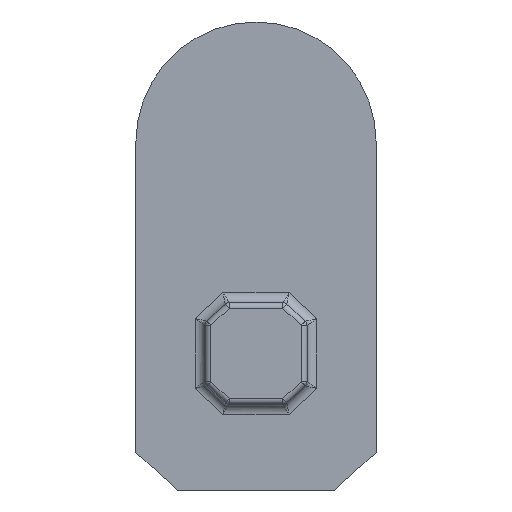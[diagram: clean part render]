
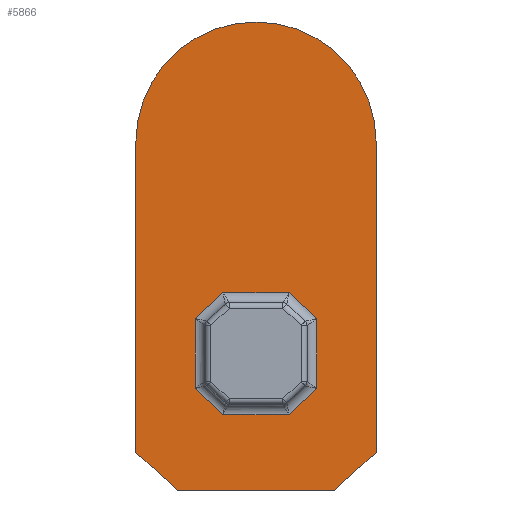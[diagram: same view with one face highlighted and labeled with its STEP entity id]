
A CAD part, front view. The second image highlights one B-rep face of the part: STEP entity #5866.
In plain terms, the highlighted planar face has unit normal (0, -1, 0).
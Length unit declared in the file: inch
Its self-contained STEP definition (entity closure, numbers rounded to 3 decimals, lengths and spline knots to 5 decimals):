
#46 = EDGE_CURVE ( 'NONE', #5342, #3722, #2223, .T. ) ;
#165 = CARTESIAN_POINT ( 'NONE',  ( 0.24674, 0., -1.85058 ) ) ;
#252 = CARTESIAN_POINT ( 'NONE',  ( 0.824, 0., 0. ) ) ;
#302 = DIRECTION ( 'NONE',  ( -1., 0., 0. ) ) ;
#306 = AXIS2_PLACEMENT_3D ( 'NONE', #3795, #355, #4343 ) ;
#351 = CARTESIAN_POINT ( 'NONE',  ( -0.824, 0., -2.129 ) ) ;
#355 = DIRECTION ( 'NONE',  ( 0., 1., 0. ) ) ;
#358 = DIRECTION ( 'NONE',  ( -0.74, 0., 0.672 ) ) ;
#567 = DIRECTION ( 'NONE',  ( 1., 0., 0. ) ) ;
#580 = CARTESIAN_POINT ( 'NONE',  ( -0.824, 0., 0. ) ) ;
#681 = CARTESIAN_POINT ( 'NONE',  ( -0.824, 0., -2.129 ) ) ;
#703 = CARTESIAN_POINT ( 'NONE',  ( 0.54, 0., -2.387 ) ) ;
#715 = DIRECTION ( 'NONE',  ( 0., 0., 1. ) ) ;
#719 = DIRECTION ( 'NONE',  ( 0., 1., 0. ) ) ;
#804 = LINE ( 'NONE', #4065, #6554 ) ;
#818 = DIRECTION ( 'NONE',  ( 0.731, 0., 0.682 ) ) ;
#851 = DIRECTION ( 'NONE',  ( 0.731, 0., -0.682 ) ) ;
#924 = CARTESIAN_POINT ( 'NONE',  ( 0.824, 0., 0. ) ) ;
#1046 = VECTOR ( 'NONE', #851, 39.37008 ) ;
#1047 = ORIENTED_EDGE ( 'NONE', *, *, #1218, .F. ) ;
#1061 = FACE_OUTER_BOUND ( 'NONE', #6127, .T. ) ;
#1069 = CARTESIAN_POINT ( 'NONE',  ( 0.2, 0., -1.032 ) ) ;
#1117 = EDGE_CURVE ( 'NONE', #6276, #3923, #3052, .T. ) ;
#1218 = EDGE_CURVE ( 'NONE', #3293, #6276, #1936, .T. ) ;
#1228 = VERTEX_POINT ( 'NONE', #252 ) ;
#1335 = VECTOR ( 'NONE', #715, 39.37008 ) ;
#1400 = VERTEX_POINT ( 'NONE', #6716 ) ;
#1457 = EDGE_CURVE ( 'NONE', #2429, #7020, #2385, .T. ) ;
#1533 = VERTEX_POINT ( 'NONE', #4012 ) ;
#1629 = LINE ( 'NONE', #6393, #6060 ) ;
#1742 = EDGE_CURVE ( 'NONE', #3467, #3552, #1780, .T. ) ;
#1780 = LINE ( 'NONE', #1069, #6032 ) ;
#1812 = DIRECTION ( 'NONE',  ( -0.74, 0., -0.672 ) ) ;
#1936 = LINE ( 'NONE', #351, #3646 ) ;
#1982 = EDGE_CURVE ( 'NONE', #5004, #5342, #4086, .T. ) ;
#2154 = VECTOR ( 'NONE', #2407, 39.37008 ) ;
#2223 = LINE ( 'NONE', #2707, #2154 ) ;
#2375 = EDGE_CURVE ( 'NONE', #1400, #5004, #3033, .T. ) ;
#2385 = LINE ( 'NONE', #5031, #4443 ) ;
#2407 = DIRECTION ( 'NONE',  ( 0., 0., 1. ) ) ;
#2429 = VERTEX_POINT ( 'NONE', #4843 ) ;
#2481 = CARTESIAN_POINT ( 'NONE',  ( -0.227, 0., -1.869 ) ) ;
#2552 = VERTEX_POINT ( 'NONE', #703 ) ;
#2707 = CARTESIAN_POINT ( 'NONE',  ( -0.4185, 0., -1.2405 ) ) ;
#2945 = LINE ( 'NONE', #5350, #1046 ) ;
#2961 = ORIENTED_EDGE ( 'NONE', *, *, #1742, .T. ) ;
#3003 = EDGE_CURVE ( 'NONE', #3552, #2429, #2945, .T. ) ;
#3008 = ORIENTED_EDGE ( 'NONE', *, *, #1457, .T. ) ;
#3033 = LINE ( 'NONE', #6435, #5943 ) ;
#3046 = ORIENTED_EDGE ( 'NONE', *, *, #2375, .T. ) ;
#3052 = LINE ( 'NONE', #580, #1335 ) ;
#3121 = VECTOR ( 'NONE', #302, 39.37008 ) ;
#3225 = VECTOR ( 'NONE', #3245, 39.37008 ) ;
#3245 = DIRECTION ( 'NONE',  ( 0., 0., -1. ) ) ;
#3293 = VERTEX_POINT ( 'NONE', #4381 ) ;
#3437 = CARTESIAN_POINT ( 'NONE',  ( -0.4185, 0., -1.69027 ) ) ;
#3467 = VERTEX_POINT ( 'NONE', #4000 ) ;
#3484 = AXIS2_PLACEMENT_3D ( 'NONE', #4135, #719, #4680 ) ;
#3552 = VERTEX_POINT ( 'NONE', #4566 ) ;
#3645 = ORIENTED_EDGE ( 'NONE', *, *, #6688, .F. ) ;
#3646 = VECTOR ( 'NONE', #358, 39.37008 ) ;
#3663 = ORIENTED_EDGE ( 'NONE', *, *, #1982, .T. ) ;
#3664 = EDGE_CURVE ( 'NONE', #3722, #3467, #1629, .T. ) ;
#3722 = VERTEX_POINT ( 'NONE', #6439 ) ;
#3795 = CARTESIAN_POINT ( 'NONE',  ( 0., 0., 0. ) ) ;
#3923 = VERTEX_POINT ( 'NONE', #6090 ) ;
#3924 = ORIENTED_EDGE ( 'NONE', *, *, #4984, .T. ) ;
#4000 = CARTESIAN_POINT ( 'NONE',  ( -0.227, 0., -1.032 ) ) ;
#4012 = CARTESIAN_POINT ( 'NONE',  ( 0.824, 0., -2.129 ) ) ;
#4065 = CARTESIAN_POINT ( 'NONE',  ( 0.54, 0., -2.387 ) ) ;
#4086 = LINE ( 'NONE', #7104, #6943 ) ;
#4135 = CARTESIAN_POINT ( 'NONE',  ( 0., 0., 0. ) ) ;
#4159 = EDGE_CURVE ( 'NONE', #3923, #1228, #4704, .T. ) ;
#4242 = ORIENTED_EDGE ( 'NONE', *, *, #1117, .F. ) ;
#4278 = DIRECTION ( 'NONE',  ( -1., 0., 0. ) ) ;
#4343 = DIRECTION ( 'NONE',  ( 0., 0., 1. ) ) ;
#4381 = CARTESIAN_POINT ( 'NONE',  ( -0.54, 0., -2.387 ) ) ;
#4443 = VECTOR ( 'NONE', #5003, 39.37008 ) ;
#4535 = EDGE_CURVE ( 'NONE', #1228, #1533, #6110, .T. ) ;
#4566 = CARTESIAN_POINT ( 'NONE',  ( 0.227, 0., -1.032 ) ) ;
#4596 = LINE ( 'NONE', #6980, #3121 ) ;
#4680 = DIRECTION ( 'NONE',  ( 0., 0., 1. ) ) ;
#4686 = ORIENTED_EDGE ( 'NONE', *, *, #4159, .F. ) ;
#4704 = CIRCLE ( 'NONE', #3484, 0.824 ) ;
#4843 = CARTESIAN_POINT ( 'NONE',  ( 0.4185, 0., -1.21073 ) ) ;
#4871 = ORIENTED_EDGE ( 'NONE', *, *, #3664, .T. ) ;
#4939 = LINE ( 'NONE', #165, #6198 ) ;
#4984 = EDGE_CURVE ( 'NONE', #7020, #1400, #4939, .T. ) ;
#5003 = DIRECTION ( 'NONE',  ( 0., 0., -1. ) ) ;
#5004 = VERTEX_POINT ( 'NONE', #2481 ) ;
#5031 = CARTESIAN_POINT ( 'NONE',  ( 0.4185, 0., -1.6605 ) ) ;
#5131 = EDGE_CURVE ( 'NONE', #2552, #3293, #4596, .T. ) ;
#5342 = VERTEX_POINT ( 'NONE', #3437 ) ;
#5350 = CARTESIAN_POINT ( 'NONE',  ( 0.39674, 0., -1.19042 ) ) ;
#5413 = PLANE ( 'NONE',  #306 ) ;
#5838 = ORIENTED_EDGE ( 'NONE', *, *, #4535, .F. ) ;
#5866 = ADVANCED_FACE ( 'NONE', ( #6789, #1061 ), #5413, .F. ) ;
#5943 = VECTOR ( 'NONE', #4278, 39.37008 ) ;
#6032 = VECTOR ( 'NONE', #567, 39.37008 ) ;
#6060 = VECTOR ( 'NONE', #818, 39.37008 ) ;
#6090 = CARTESIAN_POINT ( 'NONE',  ( -0.824, 0., 0. ) ) ;
#6110 = LINE ( 'NONE', #924, #3225 ) ;
#6127 = EDGE_LOOP ( 'NONE', ( #3645, #5838, #4686, #4242, #1047, #6284 ) ) ;
#6198 = VECTOR ( 'NONE', #6321, 39.37008 ) ;
#6276 = VERTEX_POINT ( 'NONE', #681 ) ;
#6284 = ORIENTED_EDGE ( 'NONE', *, *, #5131, .F. ) ;
#6321 = DIRECTION ( 'NONE',  ( -0.731, 0., -0.682 ) ) ;
#6391 = CARTESIAN_POINT ( 'NONE',  ( 0.4185, 0., -1.69027 ) ) ;
#6393 = CARTESIAN_POINT ( 'NONE',  ( -0.24674, 0., -1.05042 ) ) ;
#6435 = CARTESIAN_POINT ( 'NONE',  ( -0.2, 0., -1.869 ) ) ;
#6439 = CARTESIAN_POINT ( 'NONE',  ( -0.4185, 0., -1.21073 ) ) ;
#6454 = EDGE_LOOP ( 'NONE', ( #6502, #3008, #3924, #3046, #3663, #7183, #4871, #2961 ) ) ;
#6502 = ORIENTED_EDGE ( 'NONE', *, *, #3003, .T. ) ;
#6554 = VECTOR ( 'NONE', #1812, 39.37008 ) ;
#6688 = EDGE_CURVE ( 'NONE', #1533, #2552, #804, .T. ) ;
#6716 = CARTESIAN_POINT ( 'NONE',  ( 0.227, 0., -1.869 ) ) ;
#6789 = FACE_BOUND ( 'NONE', #6454, .T. ) ;
#6943 = VECTOR ( 'NONE', #7066, 39.37008 ) ;
#6980 = CARTESIAN_POINT ( 'NONE',  ( -0.54, 0., -2.387 ) ) ;
#7020 = VERTEX_POINT ( 'NONE', #6391 ) ;
#7066 = DIRECTION ( 'NONE',  ( -0.731, 0., 0.682 ) ) ;
#7104 = CARTESIAN_POINT ( 'NONE',  ( -0.39674, 0., -1.71058 ) ) ;
#7183 = ORIENTED_EDGE ( 'NONE', *, *, #46, .T. ) ;
